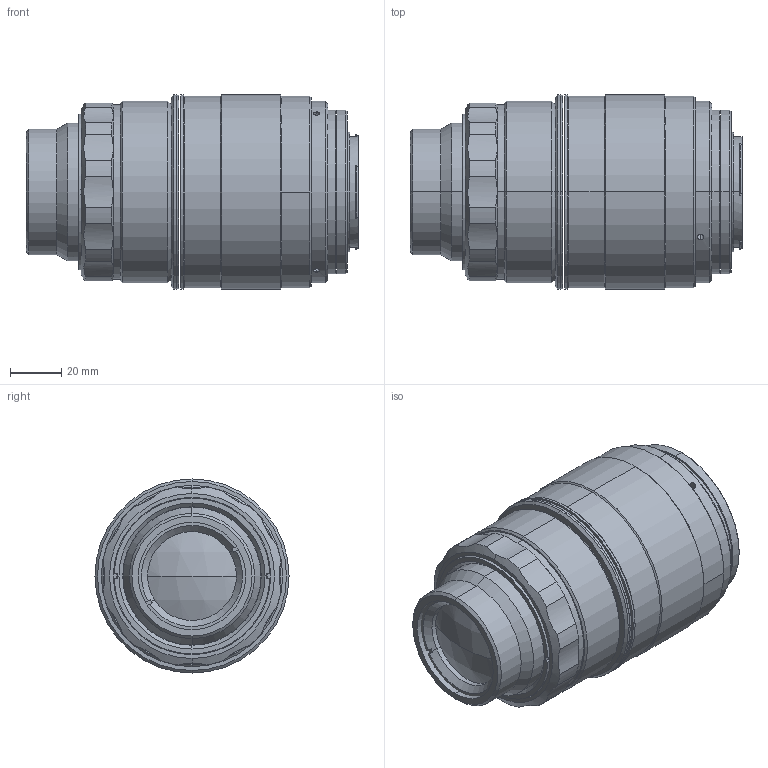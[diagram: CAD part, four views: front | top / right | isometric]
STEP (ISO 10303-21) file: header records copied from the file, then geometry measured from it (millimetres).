
FILE_DESCRIPTION (( 'STEP AP203' ), '1' );
FILE_NAME ('DP22541-B_MC12K067X-F.step', '2021-12-23T13:45:26', ( '' ), ( '' ), 'SwSTEP 2.0', 'SolidWorks 2021', '' );
FILE_SCHEMA (( 'CONFIG_CONTROL_DESIGN' ));
Length unit declared in the file: millimetre
Products named in the file (1): DP22541-B_MC12K067X-F
Bounding box: 129.97 x 76 x 76 mm (x, y, z)
Surface area: 58048.8 mm2 (no closed solid volume)
Topology: 0 solids, 13 shells, 162 faces, 451 edges, 303 vertices
Faces by surface type: cylinder 87, cone 38, plane 35, sphere 2
Entity records: 5854 total; most frequent: CARTESIAN_POINT 1585, DIRECTION 931, ORIENTED_EDGE 784, EDGE_CURVE 451, AXIS2_PLACEMENT_3D 377, VERTEX_POINT 303, CIRCLE 214, EDGE_LOOP 189
